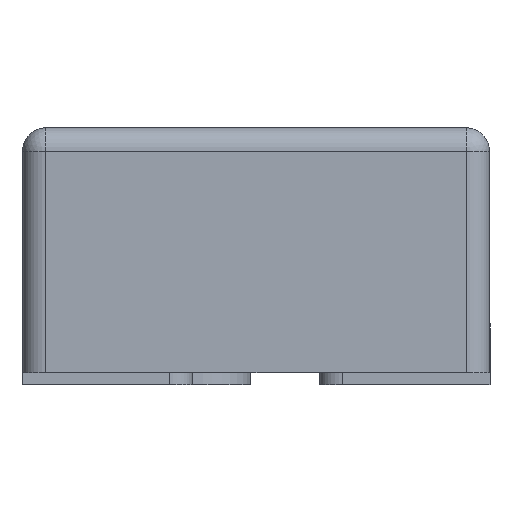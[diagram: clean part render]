
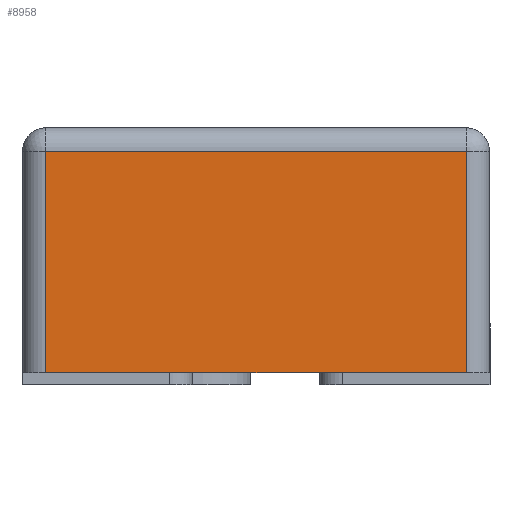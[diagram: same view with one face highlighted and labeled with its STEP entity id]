
A CAD part, front view. The second image highlights one B-rep face of the part: STEP entity #8958.
In plain terms, the highlighted planar face has unit normal (0, -1, 0).
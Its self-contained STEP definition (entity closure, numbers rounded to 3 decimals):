
#635=FACE_OUTER_BOUND('',#1149,.T.);
#1149=EDGE_LOOP('',(#5964,#5965,#5966,#5967));
#1656=LINE('',#11689,#2634);
#1659=LINE('',#11698,#2637);
#1669=LINE('',#11736,#2647);
#1671=LINE('',#11743,#2649);
#2634=VECTOR('',#9903,0.9);
#2637=VECTOR('',#9912,0.475);
#2647=VECTOR('',#9958,0.9);
#2649=VECTOR('',#9970,0.475);
#3661=VERTEX_POINT('',#11686);
#3662=VERTEX_POINT('',#11688);
#3665=VERTEX_POINT('',#11696);
#3675=VERTEX_POINT('',#11734);
#4561=EDGE_CURVE('',#3662,#3661,#1656,.T.);
#4566=EDGE_CURVE('',#3665,#3661,#1659,.T.);
#4585=EDGE_CURVE('',#3675,#3665,#1669,.T.);
#4589=EDGE_CURVE('',#3662,#3675,#1671,.T.);
#5964=ORIENTED_EDGE('',*,*,#4561,.T.);
#5965=ORIENTED_EDGE('',*,*,#4566,.F.);
#5966=ORIENTED_EDGE('',*,*,#4585,.F.);
#5967=ORIENTED_EDGE('',*,*,#4589,.F.);
#8627=PLANE('',#9518);
#8958=ADVANCED_FACE('',(#635),#8627,.T.);
#9518=AXIS2_PLACEMENT_3D('',#11742,#9968,#9969);
#9903=DIRECTION('',(1.,0.,0.));
#9912=DIRECTION('',(0.,0.,-1.));
#9958=DIRECTION('',(1.,0.,0.));
#9968=DIRECTION('center_axis',(0.,-1.,0.));
#9969=DIRECTION('ref_axis',(1.,0.,0.));
#9970=DIRECTION('',(0.,0.,1.));
#11686=CARTESIAN_POINT('',(0.45,-1.25,0.025));
#11688=CARTESIAN_POINT('',(-0.45,-1.25,0.025));
#11689=CARTESIAN_POINT('',(0.,-1.25,0.025));
#11696=CARTESIAN_POINT('',(0.45,-1.25,0.5));
#11698=CARTESIAN_POINT('',(0.45,-1.25,0.));
#11734=CARTESIAN_POINT('',(-0.45,-1.25,0.5));
#11736=CARTESIAN_POINT('',(-0.25,-1.25,0.5));
#11742=CARTESIAN_POINT('Origin',(-0.5,-1.25,0.));
#11743=CARTESIAN_POINT('',(-0.45,-1.25,0.));
